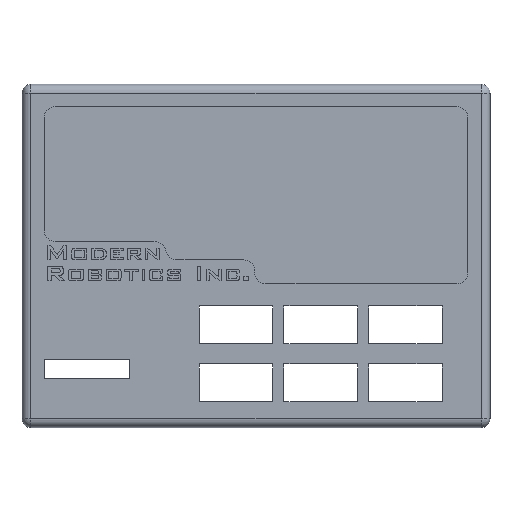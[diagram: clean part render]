
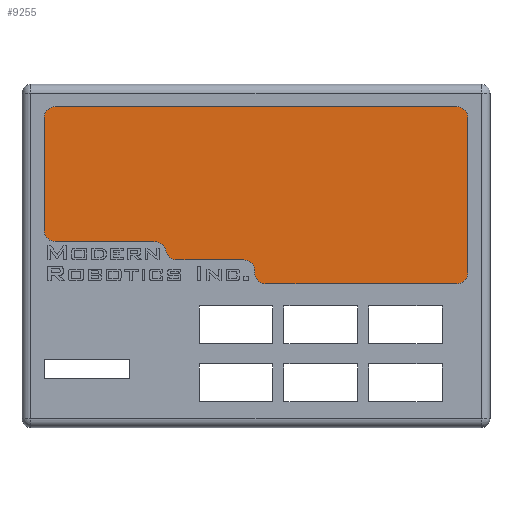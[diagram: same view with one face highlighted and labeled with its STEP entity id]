
A CAD part, top view. The second image highlights one B-rep face of the part: STEP entity #9255.
In plain terms, the highlighted planar face has unit normal (0, 0, 1).
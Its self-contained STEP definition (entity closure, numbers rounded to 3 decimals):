
#229=CIRCLE('',#9751,2.5);
#231=CIRCLE('',#9755,2.5);
#233=CIRCLE('',#9759,2.5);
#236=CIRCLE('',#9764,2.5);
#241=CIRCLE('',#9772,2.5);
#242=CIRCLE('',#9774,2.5);
#243=CIRCLE('',#9776,2.5);
#244=CIRCLE('',#9777,2.5);
#456=FACE_OUTER_BOUND('',#987,.T.);
#987=EDGE_LOOP('',(#6384,#6385,#6386,#6387,#6388,#6389,#6390,#6391,#6392,
#6393,#6394,#6395,#6396,#6397,#6398));
#1516=LINE('',#12610,#2654);
#1520=LINE('',#12622,#2658);
#1524=LINE('',#12634,#2662);
#1709=LINE('',#13236,#2847);
#1713=LINE('',#13248,#2851);
#1714=LINE('',#13252,#2852);
#1715=LINE('',#13255,#2853);
#2654=VECTOR('',#10343,34.726);
#2658=VECTOR('',#10355,42.78);
#2662=VECTOR('',#10367,0.348);
#2847=VECTOR('',#10570,14.961);
#2851=VECTOR('',#10584,90.);
#2852=VECTOR('',#10587,25.273);
#2853=VECTOR('',#10590,22.34);
#3786=VERTEX_POINT('',#12600);
#3787=VERTEX_POINT('',#12601);
#3790=VERTEX_POINT('',#12609);
#3792=VERTEX_POINT('',#12615);
#3794=VERTEX_POINT('',#12621);
#3796=VERTEX_POINT('',#12627);
#3798=VERTEX_POINT('',#12633);
#3801=VERTEX_POINT('',#12641);
#4030=VERTEX_POINT('',#13235);
#4031=VERTEX_POINT('',#13239);
#4032=VERTEX_POINT('',#13243);
#4033=VERTEX_POINT('',#13247);
#4034=VERTEX_POINT('',#13249);
#4035=VERTEX_POINT('',#13251);
#4036=VERTEX_POINT('',#13253);
#4712=EDGE_CURVE('',#3786,#3787,#229,.T.);
#4716=EDGE_CURVE('',#3786,#3790,#1516,.T.);
#4719=EDGE_CURVE('',#3792,#3790,#231,.T.);
#4722=EDGE_CURVE('',#3792,#3794,#1520,.T.);
#4725=EDGE_CURVE('',#3796,#3794,#233,.T.);
#4728=EDGE_CURVE('',#3796,#3798,#1524,.T.);
#4732=EDGE_CURVE('',#3798,#3801,#236,.F.);
#4963=EDGE_CURVE('',#3801,#4030,#1709,.T.);
#4965=EDGE_CURVE('',#4031,#4030,#241,.T.);
#4967=EDGE_CURVE('',#4031,#4032,#242,.F.);
#4969=EDGE_CURVE('',#4033,#3787,#1713,.T.);
#4970=EDGE_CURVE('',#4033,#4034,#243,.T.);
#4971=EDGE_CURVE('',#4035,#4034,#1714,.T.);
#4972=EDGE_CURVE('',#4035,#4036,#244,.T.);
#4973=EDGE_CURVE('',#4032,#4036,#1715,.T.);
#6384=ORIENTED_EDGE('',*,*,#4712,.T.);
#6385=ORIENTED_EDGE('',*,*,#4969,.F.);
#6386=ORIENTED_EDGE('',*,*,#4970,.T.);
#6387=ORIENTED_EDGE('',*,*,#4971,.F.);
#6388=ORIENTED_EDGE('',*,*,#4972,.T.);
#6389=ORIENTED_EDGE('',*,*,#4973,.F.);
#6390=ORIENTED_EDGE('',*,*,#4967,.F.);
#6391=ORIENTED_EDGE('',*,*,#4965,.T.);
#6392=ORIENTED_EDGE('',*,*,#4963,.F.);
#6393=ORIENTED_EDGE('',*,*,#4732,.F.);
#6394=ORIENTED_EDGE('',*,*,#4728,.F.);
#6395=ORIENTED_EDGE('',*,*,#4725,.T.);
#6396=ORIENTED_EDGE('',*,*,#4722,.F.);
#6397=ORIENTED_EDGE('',*,*,#4719,.T.);
#6398=ORIENTED_EDGE('',*,*,#4716,.F.);
#8870=PLANE('',#9775);
#9255=ADVANCED_FACE('',(#456),#8870,.F.);
#9751=AXIS2_PLACEMENT_3D('',#12602,#10335,#10336);
#9755=AXIS2_PLACEMENT_3D('',#12616,#10348,#10349);
#9759=AXIS2_PLACEMENT_3D('',#12628,#10360,#10361);
#9764=AXIS2_PLACEMENT_3D('',#12642,#10374,#10375);
#9772=AXIS2_PLACEMENT_3D('',#13240,#10574,#10575);
#9774=AXIS2_PLACEMENT_3D('',#13244,#10579,#10580);
#9775=AXIS2_PLACEMENT_3D('',#13246,#10582,#10583);
#9776=AXIS2_PLACEMENT_3D('',#13250,#10585,#10586);
#9777=AXIS2_PLACEMENT_3D('',#13254,#10588,#10589);
#10335=DIRECTION('center_axis',(0.,0.,1.));
#10336=DIRECTION('ref_axis',(0.707,0.707,0.));
#10343=DIRECTION('',(0.,-1.,0.));
#10348=DIRECTION('center_axis',(0.,0.,1.));
#10349=DIRECTION('ref_axis',(0.707,-0.707,0.));
#10355=DIRECTION('',(-1.,0.,0.));
#10360=DIRECTION('center_axis',(0.,0.,1.));
#10361=DIRECTION('ref_axis',(-0.707,-0.707,0.));
#10367=DIRECTION('',(0.,1.,0.));
#10374=DIRECTION('center_axis',(0.,0.,-1.));
#10375=DIRECTION('ref_axis',(0.707,0.707,0.));
#10570=DIRECTION('',(-1.,0.,0.));
#10574=DIRECTION('center_axis',(0.,0.,1.));
#10575=DIRECTION('ref_axis',(0.,1.,0.));
#10579=DIRECTION('center_axis',(0.,0.,-1.));
#10580=DIRECTION('ref_axis',(0.707,0.707,0.));
#10582=DIRECTION('center_axis',(0.,0.,-1.));
#10583=DIRECTION('ref_axis',(-1.,0.,0.));
#10584=DIRECTION('',(1.,0.,0.));
#10585=DIRECTION('center_axis',(0.,0.,1.));
#10586=DIRECTION('ref_axis',(-0.707,0.707,0.));
#10587=DIRECTION('',(0.,1.,0.));
#10588=DIRECTION('center_axis',(0.,0.,1.));
#10589=DIRECTION('ref_axis',(-0.707,-0.707,0.));
#10590=DIRECTION('',(-1.,0.,0.));
#12600=CARTESIAN_POINT('',(100.,69.5,16.4));
#12601=CARTESIAN_POINT('',(97.5,72.,16.4));
#12602=CARTESIAN_POINT('Origin',(97.5,69.5,16.4));
#12609=CARTESIAN_POINT('',(100.,34.774,16.4));
#12610=CARTESIAN_POINT('',(100.,41.727,16.4));
#12615=CARTESIAN_POINT('',(97.5,32.274,16.4));
#12616=CARTESIAN_POINT('Origin',(97.5,34.774,16.4));
#12621=CARTESIAN_POINT('',(54.72,32.274,16.4));
#12622=CARTESIAN_POINT('',(52.22,32.274,16.4));
#12627=CARTESIAN_POINT('',(52.22,34.774,16.4));
#12628=CARTESIAN_POINT('Origin',(54.72,34.774,16.4));
#12633=CARTESIAN_POINT('',(52.22,35.122,16.4));
#12634=CARTESIAN_POINT('',(52.22,37.622,16.4));
#12641=CARTESIAN_POINT('',(49.72,37.622,16.4));
#12642=CARTESIAN_POINT('Origin',(49.72,35.122,16.4));
#13235=CARTESIAN_POINT('',(34.759,37.622,16.4));
#13236=CARTESIAN_POINT('',(32.34,37.622,16.4));
#13239=CARTESIAN_POINT('',(32.3,39.675,16.4));
#13240=CARTESIAN_POINT('Origin',(34.759,40.122,16.4));
#13243=CARTESIAN_POINT('',(29.84,41.727,16.4));
#13244=CARTESIAN_POINT('Origin',(29.84,39.227,16.4));
#13246=CARTESIAN_POINT('Origin',(76.11,34.948,16.4));
#13247=CARTESIAN_POINT('',(7.5,72.,16.4));
#13248=CARTESIAN_POINT('',(100.,72.,16.4));
#13249=CARTESIAN_POINT('',(5.,69.5,16.4));
#13250=CARTESIAN_POINT('Origin',(7.5,69.5,16.4));
#13251=CARTESIAN_POINT('',(5.,44.227,16.4));
#13252=CARTESIAN_POINT('',(5.,72.,16.4));
#13253=CARTESIAN_POINT('',(7.5,41.727,16.4));
#13254=CARTESIAN_POINT('Origin',(7.5,44.227,16.4));
#13255=CARTESIAN_POINT('',(5.,41.727,16.4));
